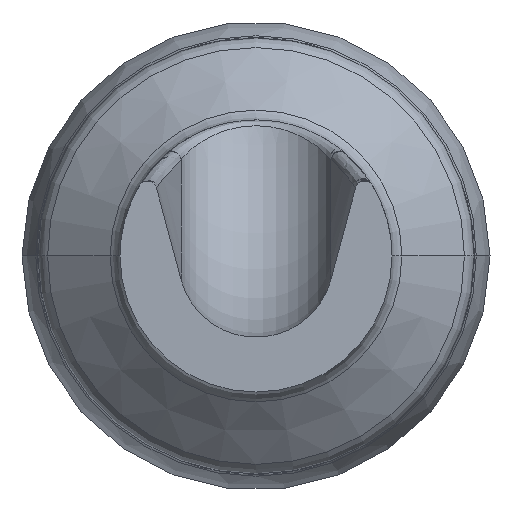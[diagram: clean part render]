
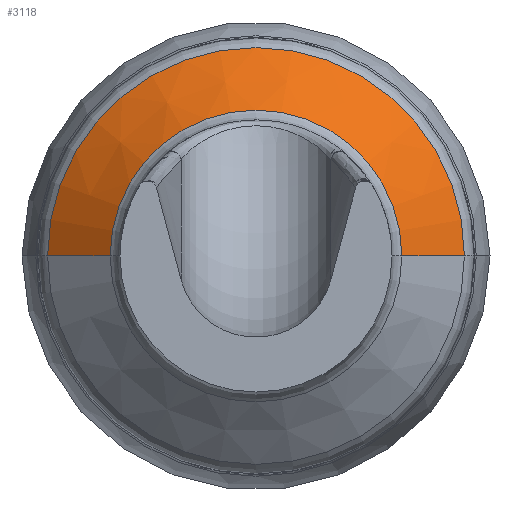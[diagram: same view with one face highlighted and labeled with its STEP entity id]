
A CAD part, front view. The second image highlights one B-rep face of the part: STEP entity #3118.
In plain terms, the highlighted conical face has half-angle 50.205 degrees and reference radius 0.79 mm.
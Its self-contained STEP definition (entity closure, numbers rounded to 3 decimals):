
#51 = DIRECTION ( 'NONE',  ( -1., 0., 0. ) ) ;
#86 = CIRCLE ( 'NONE', #290, 0.79 ) ;
#103 = DIRECTION ( 'NONE',  ( -0.768, 0.64, 0. ) ) ;
#160 = VERTEX_POINT ( 'NONE', #4078 ) ;
#170 = CARTESIAN_POINT ( 'NONE',  ( 0.79, -25.033, 0. ) ) ;
#290 = AXIS2_PLACEMENT_3D ( 'NONE', #1955, #1012, #51 ) ;
#311 = VERTEX_POINT ( 'NONE', #2764 ) ;
#479 = AXIS2_PLACEMENT_3D ( 'NONE', #1766, #2740, #3090 ) ;
#640 = EDGE_CURVE ( 'NONE', #1161, #160, #3805, .T. ) ;
#721 = EDGE_CURVE ( 'Defeature ausgef�hrt1_6+Defeature ausgef�hrt1_5+Defeature ausgef�hrt1_5+Defeature ausgef�hrt1_5', #160, #4108, #1752, .T. ) ;
#739 = CARTESIAN_POINT ( 'NONE',  ( -0.79, -25.033, 0. ) ) ;
#745 = EDGE_LOOP ( 'NONE', ( #1743, #2371, #2790, #1901 ) ) ;
#901 = LINE ( 'NONE', #170, #1046 ) ;
#1012 = DIRECTION ( 'NONE',  ( 0., 1., 0. ) ) ;
#1025 = EDGE_CURVE ( 'Defeature ausgef�hrt1_5+Defeature ausgef�hrt1_4+Defeature ausgef�hrt1_4+Defeature ausgef�hrt1_4', #1161, #311, #86, .T. ) ;
#1046 = VECTOR ( 'NONE', #2704, 1000. ) ;
#1161 = VERTEX_POINT ( 'NONE', #2945 ) ;
#1418 = VECTOR ( 'NONE', #103, 1000. ) ;
#1685 = FACE_OUTER_BOUND ( 'NONE', #745, .T. ) ;
#1696 = CARTESIAN_POINT ( 'NONE',  ( 1.128, -24.751, 0. ) ) ;
#1743 = ORIENTED_EDGE ( 'NONE', *, *, #1025, .T. ) ;
#1752 = CIRCLE ( 'NONE', #2566, 1.128 ) ;
#1766 = CARTESIAN_POINT ( 'NONE',  ( 0., -25.033, 0. ) ) ;
#1869 = DIRECTION ( 'NONE',  ( -1., 0., 0. ) ) ;
#1901 = ORIENTED_EDGE ( 'NONE', *, *, #640, .F. ) ;
#1955 = CARTESIAN_POINT ( 'NONE',  ( 0., -25.033, 0. ) ) ;
#2230 = CONICAL_SURFACE ( 'NONE', #479, 0.79, 0.876 ) ;
#2371 = ORIENTED_EDGE ( 'NONE', *, *, #2838, .T. ) ;
#2566 = AXIS2_PLACEMENT_3D ( 'NONE', #2803, #3434, #1869 ) ;
#2704 = DIRECTION ( 'NONE',  ( 0.768, 0.64, 0. ) ) ;
#2740 = DIRECTION ( 'NONE',  ( 0., 1., 0. ) ) ;
#2764 = CARTESIAN_POINT ( 'NONE',  ( 0.79, -25.033, 0. ) ) ;
#2790 = ORIENTED_EDGE ( 'NONE', *, *, #721, .F. ) ;
#2803 = CARTESIAN_POINT ( 'NONE',  ( 0., -24.751, 0. ) ) ;
#2838 = EDGE_CURVE ( 'NONE', #311, #4108, #901, .T. ) ;
#2945 = CARTESIAN_POINT ( 'NONE',  ( -0.79, -25.033, 0. ) ) ;
#3090 = DIRECTION ( 'NONE',  ( -1., 0., 0. ) ) ;
#3118 = ADVANCED_FACE ( 'Defeature ausgef�hrt1_5', ( #1685 ), #2230, .T. ) ;
#3434 = DIRECTION ( 'NONE',  ( 0., 1., 0. ) ) ;
#3805 = LINE ( 'NONE', #739, #1418 ) ;
#4078 = CARTESIAN_POINT ( 'NONE',  ( -1.128, -24.751, 0. ) ) ;
#4108 = VERTEX_POINT ( 'NONE', #1696 ) ;
